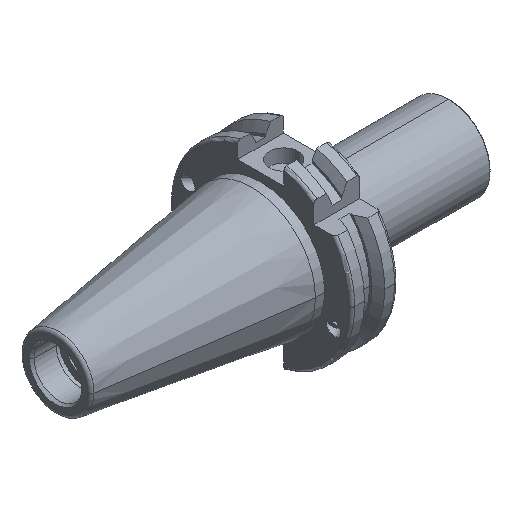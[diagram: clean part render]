
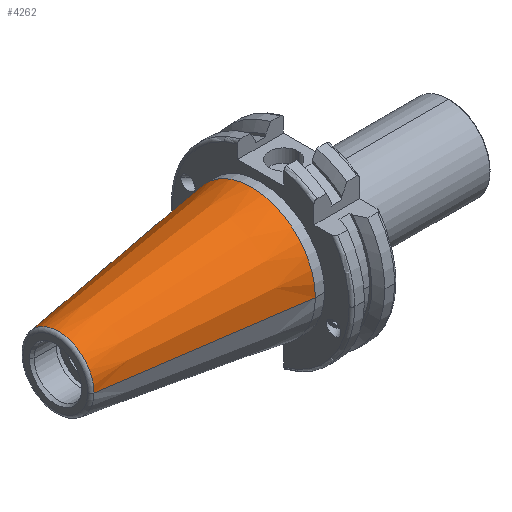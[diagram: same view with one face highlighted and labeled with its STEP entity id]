
A CAD part, isometric view. The second image highlights one B-rep face of the part: STEP entity #4262.
In plain terms, the highlighted conical face has half-angle 8.297 degrees and reference radius 22.225 mm.
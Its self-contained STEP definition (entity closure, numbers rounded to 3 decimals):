
#39 = CARTESIAN_POINT ( 'NONE',  ( 0., 22.225, 0. ) ) ;
#327 = DIRECTION ( 'NONE',  ( 0., 1., 0. ) ) ;
#475 = CARTESIAN_POINT ( 'NONE',  ( 0., -22.225, 0. ) ) ;
#762 = VERTEX_POINT ( 'NONE', #4111 ) ;
#866 = EDGE_CURVE ( 'NONE', #3279, #2165, #946, .T. ) ;
#946 = LINE ( 'NONE', #39, #2525 ) ;
#949 = EDGE_LOOP ( 'NONE', ( #1830, #4750, #1416, #3715 ) ) ;
#1323 = CIRCLE ( 'NONE', #5023, 12.4 ) ;
#1416 = ORIENTED_EDGE ( 'NONE', *, *, #6038, .T. ) ;
#1682 = AXIS2_PLACEMENT_3D ( 'NONE', #5148, #1831, #327 ) ;
#1830 = ORIENTED_EDGE ( 'NONE', *, *, #3082, .F. ) ;
#1831 = DIRECTION ( 'NONE',  ( 1., 0., 0. ) ) ;
#2165 = VERTEX_POINT ( 'NONE', #4696 ) ;
#2525 = VECTOR ( 'NONE', #2886, 1000. ) ;
#2886 = DIRECTION ( 'NONE',  ( 0.99, 0.144, 0. ) ) ;
#2887 = LINE ( 'NONE', #475, #4319 ) ;
#2911 = CARTESIAN_POINT ( 'NONE',  ( 0., -22.225, 0. ) ) ;
#3082 = EDGE_CURVE ( 'NONE', #762, #3279, #1323, .T. ) ;
#3279 = VERTEX_POINT ( 'NONE', #4132 ) ;
#3304 = FACE_OUTER_BOUND ( 'NONE', #949, .T. ) ;
#3333 = CARTESIAN_POINT ( 'NONE',  ( -67.373, 0., 0. ) ) ;
#3539 = EDGE_CURVE ( 'NONE', #762, #3994, #2887, .T. ) ;
#3715 = ORIENTED_EDGE ( 'NONE', *, *, #866, .F. ) ;
#3730 = DIRECTION ( 'NONE',  ( 0., -1., 0. ) ) ;
#3994 = VERTEX_POINT ( 'NONE', #2911 ) ;
#4093 = CIRCLE ( 'NONE', #4294, 22.225 ) ;
#4111 = CARTESIAN_POINT ( 'NONE',  ( -67.373, -12.4, 0. ) ) ;
#4132 = CARTESIAN_POINT ( 'NONE',  ( -67.373, 12.4, 0. ) ) ;
#4262 = ADVANCED_FACE ( 'NONE', ( #3304 ), #4374, .T. ) ;
#4294 = AXIS2_PLACEMENT_3D ( 'NONE', #4748, #4311, #3730 ) ;
#4311 = DIRECTION ( 'NONE',  ( -1., 0., 0. ) ) ;
#4319 = VECTOR ( 'NONE', #5643, 1000. ) ;
#4323 = DIRECTION ( 'NONE',  ( -1., 0., 0. ) ) ;
#4374 = CONICAL_SURFACE ( 'NONE', #1682, 22.225, 0.145 ) ;
#4696 = CARTESIAN_POINT ( 'NONE',  ( 0., 22.225, 0. ) ) ;
#4748 = CARTESIAN_POINT ( 'NONE',  ( 0., 0., 0. ) ) ;
#4750 = ORIENTED_EDGE ( 'NONE', *, *, #3539, .T. ) ;
#5023 = AXIS2_PLACEMENT_3D ( 'NONE', #3333, #4323, #5094 ) ;
#5094 = DIRECTION ( 'NONE',  ( 0., -1., 0. ) ) ;
#5148 = CARTESIAN_POINT ( 'NONE',  ( 0., 0., 0. ) ) ;
#5643 = DIRECTION ( 'NONE',  ( 0.99, -0.144, 0. ) ) ;
#6038 = EDGE_CURVE ( 'NONE', #3994, #2165, #4093, .T. ) ;
